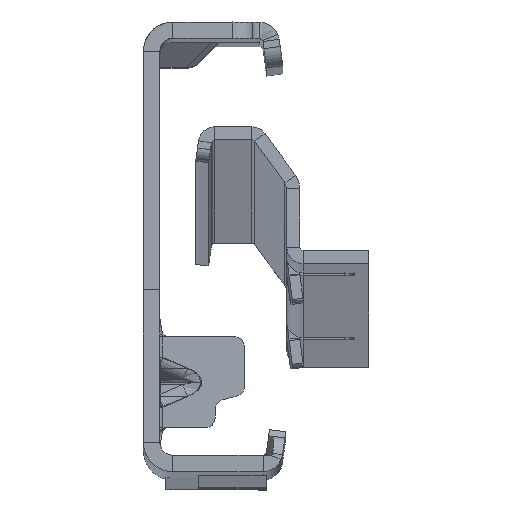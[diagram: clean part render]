
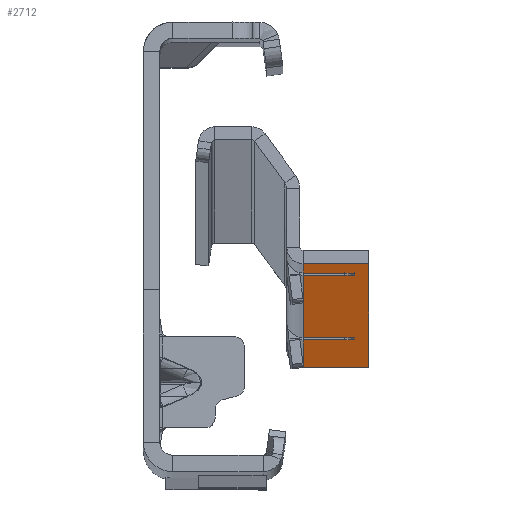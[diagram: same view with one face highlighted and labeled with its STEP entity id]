
A CAD part, top view. The second image highlights one B-rep face of the part: STEP entity #2712.
In plain terms, the highlighted face is planar.
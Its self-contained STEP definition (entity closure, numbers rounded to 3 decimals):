
#167 = ORIENTED_EDGE ( 'NONE', *, *, #12800, .T. ) ;
#292 = CARTESIAN_POINT ( 'NONE',  ( 0.5, -2., 0. ) ) ;
#501 = VECTOR ( 'NONE', #31586, 1000. ) ;
#587 = CARTESIAN_POINT ( 'NONE',  ( 0., -2., -743.5 ) ) ;
#635 = CARTESIAN_POINT ( 'NONE',  ( 6.854, -2., -68. ) ) ;
#732 = VERTEX_POINT ( 'NONE', #42162 ) ;
#1167 = DIRECTION ( 'NONE',  ( 0., 0., -1. ) ) ;
#1764 = ORIENTED_EDGE ( 'NONE', *, *, #8262, .T. ) ;
#1839 = VERTEX_POINT ( 'NONE', #8131 ) ;
#2391 = DIRECTION ( 'NONE',  ( -1., 0., 0. ) ) ;
#2496 = ORIENTED_EDGE ( 'NONE', *, *, #40598, .F. ) ;
#2550 = CARTESIAN_POINT ( 'NONE',  ( 10.554, -2., -743.5 ) ) ;
#2712 = ADVANCED_FACE ( 'NONE', ( #23697 ), #35304, .F. ) ;
#2737 = EDGE_CURVE ( 'NONE', #11126, #32420, #47206, .T. ) ;
#2780 = DIRECTION ( 'NONE',  ( 0., 0., 1. ) ) ;
#2962 = AXIS2_PLACEMENT_3D ( 'NONE', #25308, #5003, #20516 ) ;
#3222 = EDGE_CURVE ( 'NONE', #43367, #33737, #3851, .T. ) ;
#3851 = LINE ( 'NONE', #35005, #10112 ) ;
#3952 = CARTESIAN_POINT ( 'NONE',  ( 0.5, -2., -743.5 ) ) ;
#4412 = VERTEX_POINT ( 'NONE', #292 ) ;
#4738 = ORIENTED_EDGE ( 'NONE', *, *, #15322, .T. ) ;
#5003 = DIRECTION ( 'NONE',  ( 0., 1., 0. ) ) ;
#5466 = VECTOR ( 'NONE', #6064, 1000. ) ;
#6064 = DIRECTION ( 'NONE',  ( 0., 0., 1. ) ) ;
#6164 = LINE ( 'NONE', #37082, #47484 ) ;
#6257 = CARTESIAN_POINT ( 'NONE',  ( 0.5, -2., -84. ) ) ;
#6301 = ORIENTED_EDGE ( 'NONE', *, *, #28614, .T. ) ;
#6517 = CARTESIAN_POINT ( 'NONE',  ( 6.854, -2., -82.5 ) ) ;
#6783 = ORIENTED_EDGE ( 'NONE', *, *, #24808, .T. ) ;
#7314 = EDGE_CURVE ( 'NONE', #25047, #29383, #48903, .T. ) ;
#7366 = CARTESIAN_POINT ( 'NONE',  ( 8.354, -2., -532. ) ) ;
#8053 = VECTOR ( 'NONE', #14687, 1000. ) ;
#8072 = CARTESIAN_POINT ( 'NONE',  ( 0.5, -2., -743.5 ) ) ;
#8131 = CARTESIAN_POINT ( 'NONE',  ( 0.5, -2., -530.5 ) ) ;
#8262 = EDGE_CURVE ( 'NONE', #8569, #12171, #28297, .T. ) ;
#8569 = VERTEX_POINT ( 'NONE', #24588 ) ;
#8951 = DIRECTION ( 'NONE',  ( 0., 0., -1. ) ) ;
#9869 = DIRECTION ( 'NONE',  ( 0., 0., -1. ) ) ;
#9874 = VERTEX_POINT ( 'NONE', #33387 ) ;
#10112 = VECTOR ( 'NONE', #38316, 1000. ) ;
#10169 = VECTOR ( 'NONE', #18716, 1000. ) ;
#10512 = VECTOR ( 'NONE', #28910, 1000. ) ;
#10878 = ORIENTED_EDGE ( 'NONE', *, *, #3222, .T. ) ;
#11126 = VERTEX_POINT ( 'NONE', #21142 ) ;
#11416 = ORIENTED_EDGE ( 'NONE', *, *, #45769, .F. ) ;
#11600 = CARTESIAN_POINT ( 'NONE',  ( 6.854, -2., -532. ) ) ;
#11888 = CARTESIAN_POINT ( 'NONE',  ( 8.354, -2., -82.5 ) ) ;
#12171 = VERTEX_POINT ( 'NONE', #11888 ) ;
#12630 = ORIENTED_EDGE ( 'NONE', *, *, #42949, .T. ) ;
#12800 = EDGE_CURVE ( 'NONE', #33737, #25047, #37517, .T. ) ;
#12961 = CIRCLE ( 'NONE', #43716, 1.5 ) ;
#13271 = DIRECTION ( 'NONE',  ( 0., 0., 1. ) ) ;
#14054 = EDGE_CURVE ( 'NONE', #732, #15280, #45928, .T. ) ;
#14165 = ORIENTED_EDGE ( 'NONE', *, *, #7314, .T. ) ;
#14419 = CIRCLE ( 'NONE', #42720, 1.5 ) ;
#14687 = DIRECTION ( 'NONE',  ( -1., 0., 0. ) ) ;
#15280 = VERTEX_POINT ( 'NONE', #6257 ) ;
#15296 = DIRECTION ( 'NONE',  ( -1., 0., 0. ) ) ;
#15322 = EDGE_CURVE ( 'NONE', #1839, #17121, #44788, .T. ) ;
#15865 = LINE ( 'NONE', #635, #501 ) ;
#16078 = DIRECTION ( 'NONE',  ( 0., 1., 0. ) ) ;
#17121 = VERTEX_POINT ( 'NONE', #23214 ) ;
#18494 = VECTOR ( 'NONE', #2780, 1000. ) ;
#18716 = DIRECTION ( 'NONE',  ( 1., 0., 0. ) ) ;
#20095 = CARTESIAN_POINT ( 'NONE',  ( 10.554, -2., 0. ) ) ;
#20516 = DIRECTION ( 'NONE',  ( 1., 0., 0. ) ) ;
#20792 = CIRCLE ( 'NONE', #2962, 1.5 ) ;
#21142 = CARTESIAN_POINT ( 'NONE',  ( 10.554, -2., -743.5 ) ) ;
#22000 = AXIS2_PLACEMENT_3D ( 'NONE', #587, #16078, #31540 ) ;
#22035 = DIRECTION ( 'NONE',  ( -1., 0., 0. ) ) ;
#22180 = ORIENTED_EDGE ( 'NONE', *, *, #30647, .T. ) ;
#22199 = CARTESIAN_POINT ( 'NONE',  ( 6.854, -2., -546.5 ) ) ;
#23214 = CARTESIAN_POINT ( 'NONE',  ( 6.854, -2., -530.5 ) ) ;
#23697 = FACE_OUTER_BOUND ( 'NONE', #41355, .T. ) ;
#23699 = ORIENTED_EDGE ( 'NONE', *, *, #2737, .T. ) ;
#24437 = EDGE_CURVE ( 'NONE', #9874, #8569, #20792, .T. ) ;
#24588 = CARTESIAN_POINT ( 'NONE',  ( 8.354, -2., -69.5 ) ) ;
#24763 = VERTEX_POINT ( 'NONE', #3952 ) ;
#24808 = EDGE_CURVE ( 'NONE', #29451, #9874, #15865, .T. ) ;
#25047 = VERTEX_POINT ( 'NONE', #22199 ) ;
#25308 = CARTESIAN_POINT ( 'NONE',  ( 6.854, -2., -69.5 ) ) ;
#26314 = CARTESIAN_POINT ( 'NONE',  ( -1.146, -2., -530.5 ) ) ;
#27111 = LINE ( 'NONE', #8072, #43261 ) ;
#28297 = LINE ( 'NONE', #36382, #33020 ) ;
#28437 = VECTOR ( 'NONE', #13271, 1000. ) ;
#28614 = EDGE_CURVE ( 'NONE', #24763, #11126, #37237, .T. ) ;
#28910 = DIRECTION ( 'NONE',  ( 1., 0., 0. ) ) ;
#29383 = VERTEX_POINT ( 'NONE', #31727 ) ;
#29398 = DIRECTION ( 'NONE',  ( 0., 1., 0. ) ) ;
#29442 = AXIS2_PLACEMENT_3D ( 'NONE', #44563, #29398, #9869 ) ;
#29451 = VERTEX_POINT ( 'NONE', #43575 ) ;
#29881 = ORIENTED_EDGE ( 'NONE', *, *, #14054, .T. ) ;
#30647 = EDGE_CURVE ( 'NONE', #12171, #732, #12961, .T. ) ;
#31540 = DIRECTION ( 'NONE',  ( -1., 0., 0. ) ) ;
#31586 = DIRECTION ( 'NONE',  ( 1., 0., 0. ) ) ;
#31727 = CARTESIAN_POINT ( 'NONE',  ( 0.5, -2., -546.5 ) ) ;
#31919 = VECTOR ( 'NONE', #15296, 1000. ) ;
#32420 = VERTEX_POINT ( 'NONE', #20095 ) ;
#33020 = VECTOR ( 'NONE', #1167, 1000. ) ;
#33387 = CARTESIAN_POINT ( 'NONE',  ( 6.854, -2., -68. ) ) ;
#33454 = CARTESIAN_POINT ( 'NONE',  ( 0.5, -2., -743.5 ) ) ;
#33737 = VERTEX_POINT ( 'NONE', #44810 ) ;
#33944 = LINE ( 'NONE', #33454, #18494 ) ;
#34186 = ORIENTED_EDGE ( 'NONE', *, *, #43731, .F. ) ;
#34538 = CARTESIAN_POINT ( 'NONE',  ( 6.854, -2., -84. ) ) ;
#35005 = CARTESIAN_POINT ( 'NONE',  ( 8.354, -2., -532. ) ) ;
#35304 = PLANE ( 'NONE',  #22000 ) ;
#35812 = CARTESIAN_POINT ( 'NONE',  ( 10.554, -2., 0. ) ) ;
#36382 = CARTESIAN_POINT ( 'NONE',  ( 8.354, -2., -69.5 ) ) ;
#37082 = CARTESIAN_POINT ( 'NONE',  ( 0., -2., 0. ) ) ;
#37237 = LINE ( 'NONE', #2550, #10512 ) ;
#37494 = CARTESIAN_POINT ( 'NONE',  ( -1.146, -2., -546.5 ) ) ;
#37495 = ORIENTED_EDGE ( 'NONE', *, *, #46335, .T. ) ;
#37517 = CIRCLE ( 'NONE', #29442, 1.5 ) ;
#38133 = ORIENTED_EDGE ( 'NONE', *, *, #24437, .T. ) ;
#38316 = DIRECTION ( 'NONE',  ( 0., 0., -1. ) ) ;
#40045 = CARTESIAN_POINT ( 'NONE',  ( 0.5, -2., -743.5 ) ) ;
#40598 = EDGE_CURVE ( 'NONE', #24763, #29383, #27111, .T. ) ;
#41355 = EDGE_LOOP ( 'NONE', ( #167, #14165, #2496, #6301, #23699, #12630, #11416, #6783, #38133, #1764, #22180, #29881, #34186, #4738, #37495, #10878 ) ) ;
#42162 = CARTESIAN_POINT ( 'NONE',  ( 6.854, -2., -84. ) ) ;
#42531 = DIRECTION ( 'NONE',  ( 0., 0., 1. ) ) ;
#42720 = AXIS2_PLACEMENT_3D ( 'NONE', #11600, #47197, #8951 ) ;
#42949 = EDGE_CURVE ( 'NONE', #32420, #4412, #6164, .T. ) ;
#43261 = VECTOR ( 'NONE', #42531, 1000. ) ;
#43367 = VERTEX_POINT ( 'NONE', #7366 ) ;
#43575 = CARTESIAN_POINT ( 'NONE',  ( 0.5, -2., -68. ) ) ;
#43716 = AXIS2_PLACEMENT_3D ( 'NONE', #6517, #48328, #22035 ) ;
#43731 = EDGE_CURVE ( 'NONE', #1839, #15280, #33944, .T. ) ;
#44563 = CARTESIAN_POINT ( 'NONE',  ( 6.854, -2., -545. ) ) ;
#44788 = LINE ( 'NONE', #26314, #10169 ) ;
#44810 = CARTESIAN_POINT ( 'NONE',  ( 8.354, -2., -545. ) ) ;
#45769 = EDGE_CURVE ( 'NONE', #29451, #4412, #48383, .T. ) ;
#45928 = LINE ( 'NONE', #34538, #31919 ) ;
#46335 = EDGE_CURVE ( 'NONE', #17121, #43367, #14419, .T. ) ;
#47197 = DIRECTION ( 'NONE',  ( 0., 1., 0. ) ) ;
#47206 = LINE ( 'NONE', #35812, #28437 ) ;
#47484 = VECTOR ( 'NONE', #2391, 1000. ) ;
#48328 = DIRECTION ( 'NONE',  ( 0., 1., 0. ) ) ;
#48383 = LINE ( 'NONE', #40045, #5466 ) ;
#48903 = LINE ( 'NONE', #37494, #8053 ) ;
